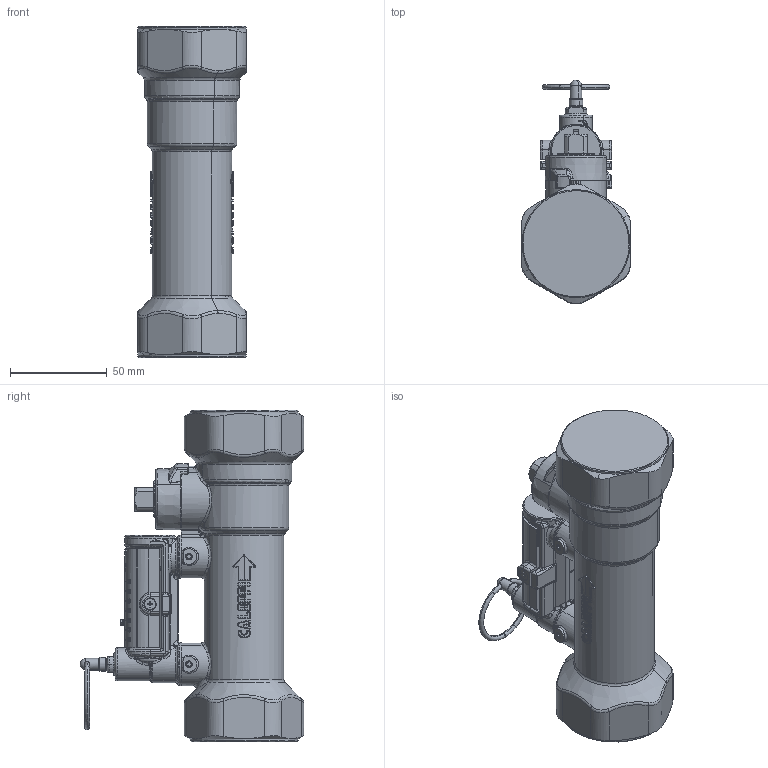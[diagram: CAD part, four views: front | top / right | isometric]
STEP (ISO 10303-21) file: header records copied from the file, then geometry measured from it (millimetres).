
FILE_DESCRIPTION(('CATIA V5 STEP Exchange'),'2;1');
FILE_NAME('STEP_132882A_-_TST.stp','2017-04-28T11:46:41+00:00',('none'),('none'),'CATIA Version 5-6 Release 2014 SP5','CATIA V5 STEP AP203','none');
FILE_SCHEMA(('CONFIG_CONTROL_DESIGN'));
Products named in the file (1): 132882A - TST
Bounding box: 56 x 115.33 x 171 mm (x, y, z)
Volume: 384974.9 mm3; surface area: 53840.6 mm2
Topology: 2 solids, 13 shells, 2727 faces, 6853 edges, 4043 vertices
Faces by surface type: plane 801, cylinder 707, bspline 555, torus 210, extrusion 178, sphere 148, cone 122, revolution 6
Entity records: 107616 total; most frequent: CARTESIAN_POINT 53060, ORIENTED_EDGE 13336, DIRECTION 7223, EDGE_CURVE 6668, VERTEX_POINT 4043, AXIS2_PLACEMENT_3D 3263, EDGE_LOOP 2837, ADVANCED_FACE 2727
